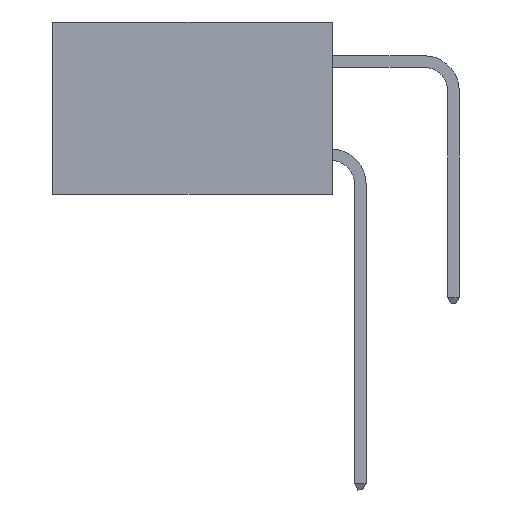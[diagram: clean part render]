
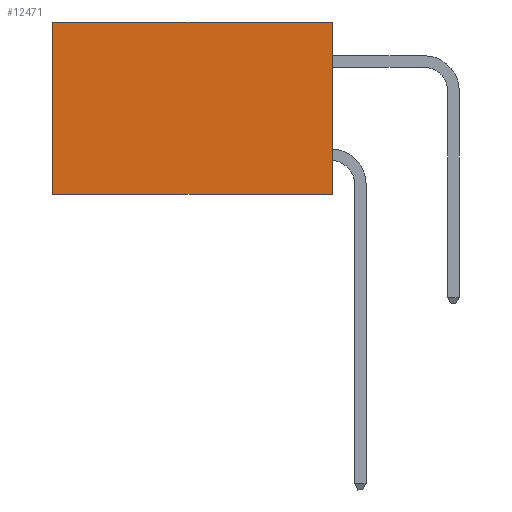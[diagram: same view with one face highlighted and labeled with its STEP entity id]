
A CAD part, left-side view. The second image highlights one B-rep face of the part: STEP entity #12471.
In plain terms, the highlighted planar face has unit normal (-1, 0, 0).
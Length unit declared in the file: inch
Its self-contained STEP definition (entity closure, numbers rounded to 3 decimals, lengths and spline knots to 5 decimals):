
#133 = VECTOR ( 'NONE', #26576, 39.37008 ) ;
#774 = VERTEX_POINT ( 'NONE', #11191 ) ;
#1330 = CARTESIAN_POINT ( 'NONE',  ( 0.2615, 0., 0. ) ) ;
#3399 = ORIENTED_EDGE ( 'NONE', *, *, #12627, .T. ) ;
#4187 = ORIENTED_EDGE ( 'NONE', *, *, #7101, .F. ) ;
#4190 = VERTEX_POINT ( 'NONE', #27153 ) ;
#4992 = DIRECTION ( 'NONE',  ( 0., 1., 0. ) ) ;
#6624 = AXIS2_PLACEMENT_3D ( 'NONE', #24752, #11399, #26982 ) ;
#7101 = EDGE_CURVE ( 'NONE', #8217, #774, #22716, .T. ) ;
#7192 = CARTESIAN_POINT ( 'NONE',  ( 0.2615, 0., 0. ) ) ;
#8217 = VERTEX_POINT ( 'NONE', #1330 ) ;
#8557 = DIRECTION ( 'NONE',  ( 0., 1., 0. ) ) ;
#11191 = CARTESIAN_POINT ( 'NONE',  ( 0.2615, 0., -0.37 ) ) ;
#11207 = ORIENTED_EDGE ( 'NONE', *, *, #22227, .T. ) ;
#11325 = CARTESIAN_POINT ( 'NONE',  ( 0.2615, 0.6, -0.37 ) ) ;
#11399 = DIRECTION ( 'NONE',  ( 1., 0., 0. ) ) ;
#12471 = ADVANCED_FACE ( 'NONE', ( #19928 ), #22506, .F. ) ;
#12627 = EDGE_CURVE ( 'NONE', #8217, #4190, #22339, .T. ) ;
#13061 = EDGE_CURVE ( 'NONE', #774, #21611, #28887, .T. ) ;
#15998 = CARTESIAN_POINT ( 'NONE',  ( 0.2615, 0.6, -0.37 ) ) ;
#16829 = LINE ( 'NONE', #11325, #28571 ) ;
#19928 = FACE_OUTER_BOUND ( 'NONE', #23620, .T. ) ;
#21611 = VERTEX_POINT ( 'NONE', #15998 ) ;
#22096 = CARTESIAN_POINT ( 'NONE',  ( 0.2615, 0., -0.37 ) ) ;
#22227 = EDGE_CURVE ( 'NONE', #4190, #21611, #16829, .T. ) ;
#22339 = LINE ( 'NONE', #7192, #28245 ) ;
#22506 = PLANE ( 'NONE',  #6624 ) ;
#22716 = LINE ( 'NONE', #22096, #133 ) ;
#23028 = VECTOR ( 'NONE', #8557, 39.37008 ) ;
#23620 = EDGE_LOOP ( 'NONE', ( #11207, #23712, #4187, #3399 ) ) ;
#23712 = ORIENTED_EDGE ( 'NONE', *, *, #13061, .F. ) ;
#24752 = CARTESIAN_POINT ( 'NONE',  ( 0.2615, 0., -0.37 ) ) ;
#26380 = CARTESIAN_POINT ( 'NONE',  ( 0.2615, 0., -0.37 ) ) ;
#26576 = DIRECTION ( 'NONE',  ( 0., 0., -1. ) ) ;
#26907 = DIRECTION ( 'NONE',  ( 0., 0., -1. ) ) ;
#26982 = DIRECTION ( 'NONE',  ( 0., 0., -1. ) ) ;
#27153 = CARTESIAN_POINT ( 'NONE',  ( 0.2615, 0.6, 0. ) ) ;
#28245 = VECTOR ( 'NONE', #4992, 39.37008 ) ;
#28571 = VECTOR ( 'NONE', #26907, 39.37008 ) ;
#28887 = LINE ( 'NONE', #26380, #23028 ) ;
